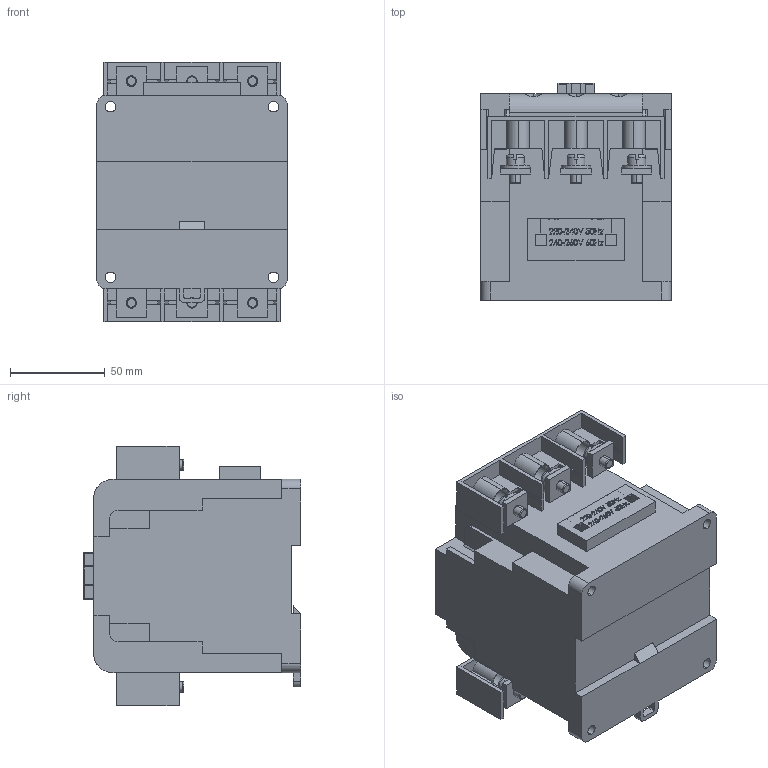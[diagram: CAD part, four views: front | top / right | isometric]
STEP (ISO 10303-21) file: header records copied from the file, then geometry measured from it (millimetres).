
FILE_DESCRIPTION (( 'STEP AP214' ), '1' );
FILE_NAME ('Ktec80.STEP', '2020-05-27T10:41:43', ( '' ), ( '' ), 'SwSTEP 2.0', 'SolidWorks 2020', '' );
FILE_SCHEMA (( 'AUTOMOTIVE_DESIGN' ));
Length unit declared in the file: millimetre
Products named in the file (1): Ktec80
Bounding box: 100.5 x 114.6 x 137 mm (x, y, z)
Volume: 1010219.4 mm3; surface area: 107548.4 mm2
Topology: 1 solids, 1 shells, 1702 faces, 4532 edges, 2966 vertices
Faces by surface type: plane 1073, bspline 384, cylinder 201, torus 24, cone 12, sphere 8
Entity records: 78868 total; most frequent: CARTESIAN_POINT 35791, ORIENTED_EDGE 9048, DIRECTION 6868, EDGE_CURVE 4524, VECTOR 3210, LINE 3210, VERTEX_POINT 2966, EDGE_LOOP 1870
